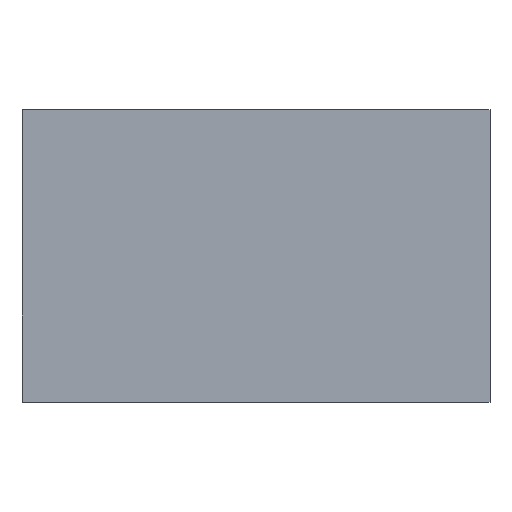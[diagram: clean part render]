
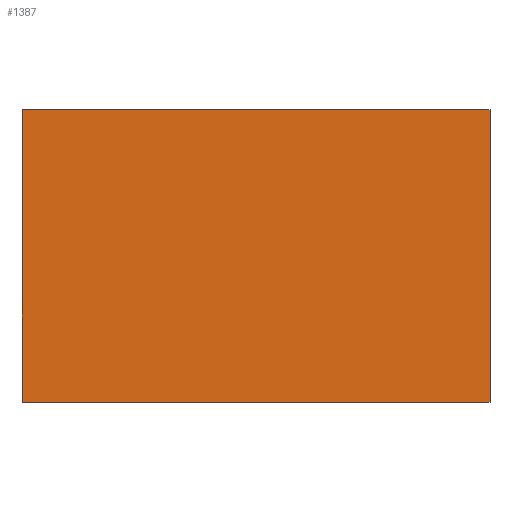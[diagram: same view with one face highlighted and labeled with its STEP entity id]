
A CAD part, top view. The second image highlights one B-rep face of the part: STEP entity #1387.
In plain terms, the highlighted planar face has unit normal (0, 0, 1).
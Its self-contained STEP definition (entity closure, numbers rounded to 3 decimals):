
#138=FACE_OUTER_BOUND('',#217,.T.);
#217=EDGE_LOOP('',(#1269,#1270,#1271,#1272));
#335=LINE('',#2658,#458);
#337=LINE('',#2662,#460);
#339=LINE('',#2666,#462);
#341=LINE('',#2669,#464);
#458=VECTOR('',#1622,10.);
#460=VECTOR('',#1626,10.);
#462=VECTOR('',#1630,10.);
#464=VECTOR('',#1634,10.);
#673=VERTEX_POINT('',#2655);
#674=VERTEX_POINT('',#2657);
#675=VERTEX_POINT('',#2661);
#676=VERTEX_POINT('',#2665);
#871=EDGE_CURVE('',#673,#674,#335,.T.);
#873=EDGE_CURVE('',#674,#675,#337,.T.);
#875=EDGE_CURVE('',#675,#676,#339,.T.);
#877=EDGE_CURVE('',#676,#673,#341,.T.);
#1269=ORIENTED_EDGE('',*,*,#871,.F.);
#1270=ORIENTED_EDGE('',*,*,#877,.F.);
#1271=ORIENTED_EDGE('',*,*,#875,.F.);
#1272=ORIENTED_EDGE('',*,*,#873,.F.);
#1313=PLANE('',#1442);
#1387=ADVANCED_FACE('',(#138),#1313,.T.);
#1442=AXIS2_PLACEMENT_3D('',#2670,#1635,#1636);
#1622=DIRECTION('',(0.,-1.,0.));
#1626=DIRECTION('',(-1.,0.,0.));
#1630=DIRECTION('',(0.,1.,0.));
#1634=DIRECTION('',(1.,0.,0.));
#1635=DIRECTION('center_axis',(0.,0.,1.));
#1636=DIRECTION('ref_axis',(1.,0.,0.));
#2655=CARTESIAN_POINT('',(1.,0.625,0.5));
#2657=CARTESIAN_POINT('',(1.,-0.625,0.5));
#2658=CARTESIAN_POINT('',(1.,0.625,0.5));
#2661=CARTESIAN_POINT('',(-1.,-0.625,0.5));
#2662=CARTESIAN_POINT('',(1.,-0.625,0.5));
#2665=CARTESIAN_POINT('',(-1.,0.625,0.5));
#2666=CARTESIAN_POINT('',(-1.,-0.625,0.5));
#2669=CARTESIAN_POINT('',(-1.,0.625,0.5));
#2670=CARTESIAN_POINT('Origin',(0.,0.,0.5));
